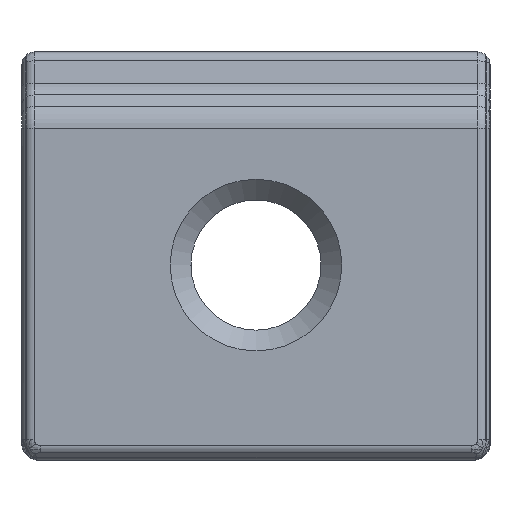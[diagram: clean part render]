
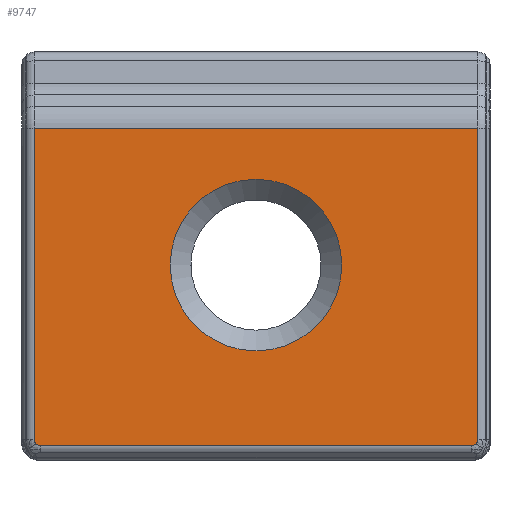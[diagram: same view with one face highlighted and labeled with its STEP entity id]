
A CAD part, left-side view. The second image highlights one B-rep face of the part: STEP entity #9747.
In plain terms, the highlighted planar face has unit normal (-1, 0, 0).
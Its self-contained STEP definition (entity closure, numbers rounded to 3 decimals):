
#15=FACE_BOUND('',#3391,.T.);
#192=PLANE('',#10900);
#822=LINE('',#16753,#1455);
#913=LINE('',#17514,#1546);
#998=LINE('',#18253,#1631);
#1115=LINE('',#19457,#1748);
#1455=VECTOR('',#11833,10.);
#1546=VECTOR('',#12416,10.);
#1631=VECTOR('',#12973,10.);
#1748=VECTOR('',#13352,4.023);
#2728=FACE_OUTER_BOUND('',#3390,.T.);
#3390=EDGE_LOOP('',(#8721,#8722,#8723,#8724,#8725,#8726,#8727,#8728));
#3391=EDGE_LOOP('',(#8729));
#3482=CIRCLE('',#9852,0.115);
#3485=CIRCLE('',#9855,0.115);
#3503=CIRCLE('',#9873,0.115);
#3506=CIRCLE('',#9876,0.115);
#4049=CIRCLE('',#10896,1.65);
#4214=VERTEX_POINT('',#13949);
#4215=VERTEX_POINT('',#13956);
#4217=VERTEX_POINT('',#14002);
#4246=VERTEX_POINT('',#14839);
#4247=VERTEX_POINT('',#14846);
#4249=VERTEX_POINT('',#14892);
#4733=VERTEX_POINT('',#17509);
#4904=VERTEX_POINT('',#18247);
#4937=VERTEX_POINT('',#19638);
#4942=EDGE_CURVE('',#4214,#4215,#3482,.T.);
#4946=EDGE_CURVE('',#4217,#4214,#3485,.T.);
#4988=EDGE_CURVE('',#4246,#4247,#3503,.T.);
#4992=EDGE_CURVE('',#4249,#4246,#3506,.T.);
#5428=EDGE_CURVE('',#4247,#4217,#822,.T.);
#5699=EDGE_CURVE('',#4215,#4733,#913,.T.);
#5958=EDGE_CURVE('',#4904,#4249,#998,.T.);
#6147=EDGE_CURVE('',#4904,#4733,#1115,.T.);
#6235=EDGE_CURVE('',#4937,#4937,#4049,.T.);
#8721=ORIENTED_EDGE('',*,*,#5958,.F.);
#8722=ORIENTED_EDGE('',*,*,#6147,.T.);
#8723=ORIENTED_EDGE('',*,*,#5699,.F.);
#8724=ORIENTED_EDGE('',*,*,#4942,.F.);
#8725=ORIENTED_EDGE('',*,*,#4946,.F.);
#8726=ORIENTED_EDGE('',*,*,#5428,.F.);
#8727=ORIENTED_EDGE('',*,*,#4988,.F.);
#8728=ORIENTED_EDGE('',*,*,#4992,.F.);
#8729=ORIENTED_EDGE('',*,*,#6235,.F.);
#9747=ADVANCED_FACE('',(#2728,#15),#192,.F.);
#9852=AXIS2_PLACEMENT_3D('',#13957,#10993,#10994);
#9855=AXIS2_PLACEMENT_3D('',#14004,#10999,#11000);
#9873=AXIS2_PLACEMENT_3D('',#14847,#11035,#11036);
#9876=AXIS2_PLACEMENT_3D('',#14894,#11041,#11042);
#10896=AXIS2_PLACEMENT_3D('',#19639,#13625,#13626);
#10900=AXIS2_PLACEMENT_3D('',#19647,#13635,#13636);
#10993=DIRECTION('center_axis',(1.,0.,0.));
#10994=DIRECTION('ref_axis',(0.,0.707,-0.707));
#10999=DIRECTION('center_axis',(1.,0.,0.));
#11000=DIRECTION('ref_axis',(0.,0.707,-0.707));
#11035=DIRECTION('center_axis',(1.,0.,0.));
#11036=DIRECTION('ref_axis',(0.,-0.707,-0.707));
#11041=DIRECTION('center_axis',(1.,0.,0.));
#11042=DIRECTION('ref_axis',(0.,-0.707,-0.707));
#11833=DIRECTION('',(0.,1.,0.));
#12416=DIRECTION('',(0.,0.,1.));
#12973=DIRECTION('',(0.,0.,-1.));
#13352=DIRECTION('',(0.,1.,0.));
#13625=DIRECTION('center_axis',(-1.,0.,0.));
#13626=DIRECTION('ref_axis',(0.,-1.,0.));
#13635=DIRECTION('center_axis',(1.,0.,0.));
#13636=DIRECTION('ref_axis',(0.,0.,-1.));
#13949=CARTESIAN_POINT('',(0.,4.234,0.266));
#13956=CARTESIAN_POINT('',(0.,4.267,0.348));
#13957=CARTESIAN_POINT('Origin',(0.,4.152,0.348));
#14002=CARTESIAN_POINT('',(0.,4.152,0.233));
#14004=CARTESIAN_POINT('Origin',(0.,4.152,0.348));
#14839=CARTESIAN_POINT('',(0.,-4.234,0.266));
#14846=CARTESIAN_POINT('',(0.,-4.152,0.233));
#14847=CARTESIAN_POINT('Origin',(0.,-4.152,
0.348));
#14892=CARTESIAN_POINT('',(0.,-4.267,0.348));
#14894=CARTESIAN_POINT('Origin',(0.,-4.152,
0.348));
#16753=CARTESIAN_POINT('',(0.,4.5,0.233));
#17509=CARTESIAN_POINT('',(0.,4.267,6.33));
#17514=CARTESIAN_POINT('',(0.,4.267,0.));
#18247=CARTESIAN_POINT('',(0.,-4.267,6.33));
#18253=CARTESIAN_POINT('',(0.,-4.267,0.));
#19457=CARTESIAN_POINT('',(0.,0.327,6.33));
#19638=CARTESIAN_POINT('',(0.,1.65,3.7));
#19639=CARTESIAN_POINT('Origin',(0.,0.,3.7));
#19647=CARTESIAN_POINT('Origin',(0.,4.5,0.));
